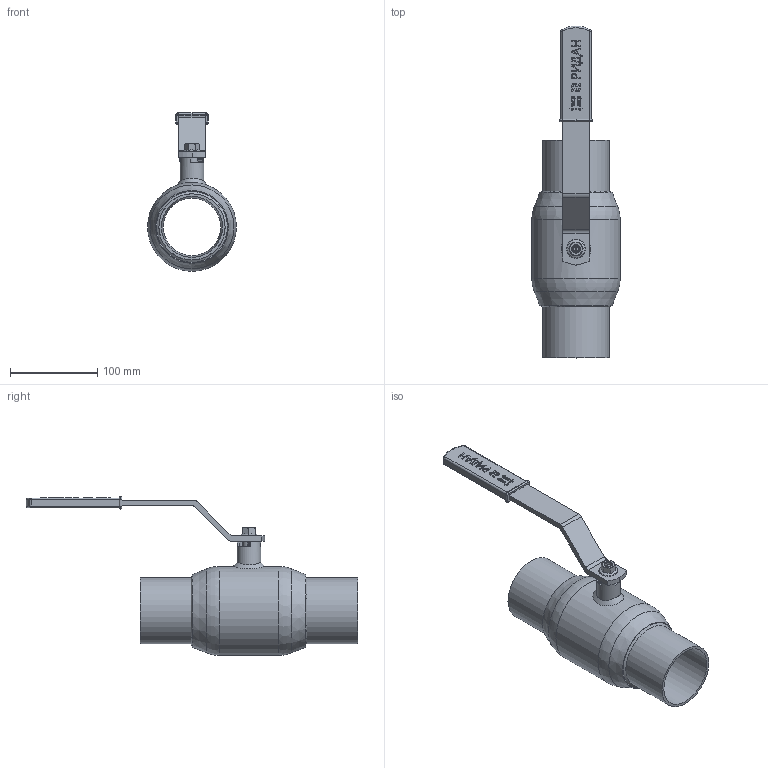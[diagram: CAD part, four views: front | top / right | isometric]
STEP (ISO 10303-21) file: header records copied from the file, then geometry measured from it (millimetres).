
FILE_DESCRIPTION(('TFLEX Exchange Step'),'2;1');
FILE_NAME('065N9606 - Кран шаровой Basic DN65.stp', '2023-08-30T11:45:40+03:00',('RUCO3277'),('Unknown organisation'),'TFLEX Exchange 2022.1','T-FLEX CAD','Unknown authorisation');
FILE_SCHEMA( ('AUTOMOTIVE_DESIGN { 1 0 10303 214 1 1 1 1 }') );
Length unit declared in the file: millimetre
Products named in the file (12): 3D Узел_1; 0; <Другие гайки>Гайка ГОСТ Р ИСО 4161-2013; 54065422 - Штифт; 24050428R - Грипса; 24065433 - Рукоятка; 24065530 - Рукоятка СБ; 24065432 - Патрубок; 24065427 - Шток; 24065406 - Корпус штока; 24065409 - Корпус (гнутый); 065N9606 - Кран шаровой Basic DN65
Assembly tree (11 placements, depth 3):
  065N9606 - Кран шаровой Basic DN65
    0
      3D Узел_1
    <Другие гайки>Гайка ГОСТ Р ИСО 4161-2013
    54065422 - Штифт
    24065530 - Рукоятка СБ
      24050428R - Грипса
      24065433 - Рукоятка
    24065432 - Патрубок
    24065427 - Шток
    24065406 - Корпус штока
    24065409 - Корпус (гнутый)
Bounding box: 102 x 381.14 x 182.2 mm (x, y, z)
Volume: 351190.8 mm3; surface area: 225344.2 mm2
Topology: 12 solids, 12 shells, 475 faces, 1213 edges, 787 vertices
Faces by surface type: plane 284, bspline 67, cylinder 59, torus 38, cone 19, sphere 4, extrusion 4
Full cylindrical faces by diameter (mm): 4.1 x1, 8 x1, 8.376 x1, 13.5 x2, 14 x1, 14.1 x1, 16 x4, 17 x1, 27 x1, 27.4 x1, 66 x2, 69 x2, 70 x2, 72 x2, 76 x2, 95 x1, 102 x1
Entity records: 16548 total; most frequent: CARTESIAN_POINT 5034, ORIENTED_EDGE 2400, DIRECTION 2167, EDGE_CURVE 1200, VECTOR 793, LINE 789, VERTEX_POINT 786, AXIS2_PLACEMENT_3D 687
